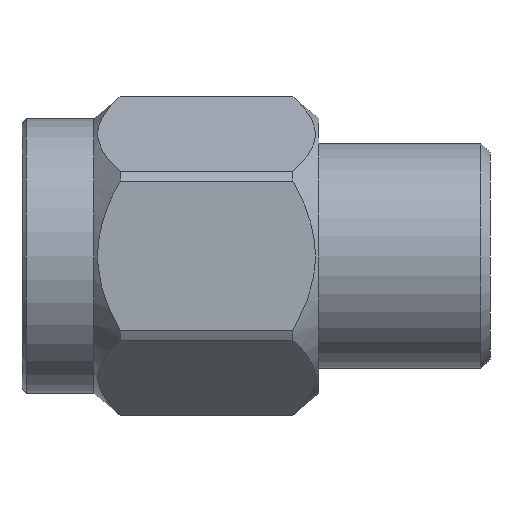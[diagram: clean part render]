
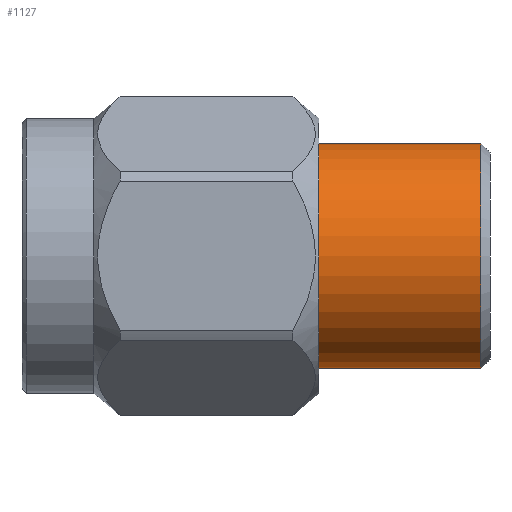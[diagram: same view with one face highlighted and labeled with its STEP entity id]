
A CAD part, front view. The second image highlights one B-rep face of the part: STEP entity #1127.
In plain terms, the highlighted cylindrical face has radius 3.175 mm (diameter 6.35 mm), a full revolution.
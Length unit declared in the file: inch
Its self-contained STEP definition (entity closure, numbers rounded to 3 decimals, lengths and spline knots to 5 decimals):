
#83 = CARTESIAN_POINT ( 'NONE',  ( 0.51, 0., -0.125 ) ) ;
#284 = ORIENTED_EDGE ( 'NONE', *, *, #1684, .T. ) ;
#323 = DIRECTION ( 'NONE',  ( 1., 0., 0. ) ) ;
#445 = DIRECTION ( 'NONE',  ( 0., 0., 1. ) ) ;
#530 = DIRECTION ( 'NONE',  ( 0., 0., -1. ) ) ;
#553 = CARTESIAN_POINT ( 'NONE',  ( 0.33, 0., -0.125 ) ) ;
#571 = VERTEX_POINT ( 'NONE', #83 ) ;
#688 = DIRECTION ( 'NONE',  ( 0., 0., -1. ) ) ;
#745 = AXIS2_PLACEMENT_3D ( 'NONE', #2788, #323, #530 ) ;
#1127 = ADVANCED_FACE ( 'NONE', ( #1445, #2700 ), #2686, .T. ) ;
#1445 = FACE_OUTER_BOUND ( 'NONE', #2204, .T. ) ;
#1587 = VERTEX_POINT ( 'NONE', #553 ) ;
#1637 = CARTESIAN_POINT ( 'NONE',  ( 1.16555, 0., 0. ) ) ;
#1684 = EDGE_CURVE ( 'NONE', #1587, #1587, #1735, .T. ) ;
#1735 = CIRCLE ( 'NONE', #745, 0.125 ) ;
#2108 = EDGE_LOOP ( 'NONE', ( #284 ) ) ;
#2125 = ORIENTED_EDGE ( 'NONE', *, *, #2340, .T. ) ;
#2136 = DIRECTION ( 'NONE',  ( -1., 0., 0. ) ) ;
#2204 = EDGE_LOOP ( 'NONE', ( #2125 ) ) ;
#2340 = EDGE_CURVE ( 'NONE', #571, #571, #3122, .T. ) ;
#2583 = AXIS2_PLACEMENT_3D ( 'NONE', #1637, #2136, #445 ) ;
#2686 = CYLINDRICAL_SURFACE ( 'NONE', #2583, 0.125 ) ;
#2700 = FACE_OUTER_BOUND ( 'NONE', #2108, .T. ) ;
#2708 = AXIS2_PLACEMENT_3D ( 'NONE', #2926, #3205, #688 ) ;
#2788 = CARTESIAN_POINT ( 'NONE',  ( 0.33, 0., 0. ) ) ;
#2926 = CARTESIAN_POINT ( 'NONE',  ( 0.51, 0., 0. ) ) ;
#3122 = CIRCLE ( 'NONE', #2708, 0.125 ) ;
#3205 = DIRECTION ( 'NONE',  ( -1., 0., 0. ) ) ;
